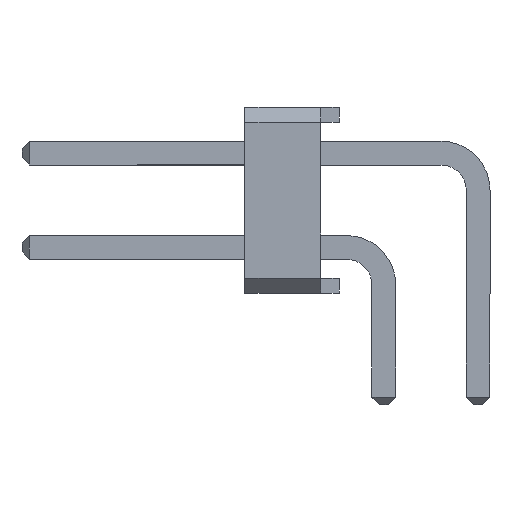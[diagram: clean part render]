
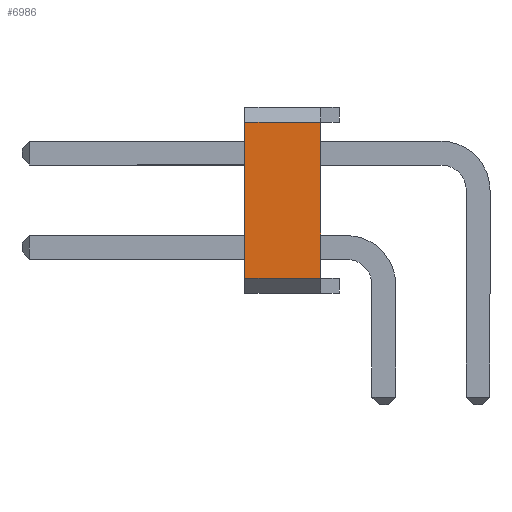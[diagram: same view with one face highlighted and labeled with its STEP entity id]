
A CAD part, left-side view. The second image highlights one B-rep face of the part: STEP entity #6986.
In plain terms, the highlighted planar face has unit normal (-1, 0, 0).
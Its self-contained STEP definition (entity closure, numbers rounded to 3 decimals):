
#353 = EDGE_CURVE ( 'NONE', #1076, #4432, #5353, .T. ) ;
#614 = VECTOR ( 'NONE', #6580, 1000. ) ;
#745 = VECTOR ( 'NONE', #4737, 1000. ) ;
#1076 = VERTEX_POINT ( 'NONE', #2366 ) ;
#1142 = CARTESIAN_POINT ( 'NONE',  ( -1.27, 6.28, 0. ) ) ;
#1552 = LINE ( 'NONE', #2262, #745 ) ;
#1574 = CARTESIAN_POINT ( 'NONE',  ( -1.27, 6.28, 4.6 ) ) ;
#1701 = ORIENTED_EDGE ( 'NONE', *, *, #3354, .F. ) ;
#1725 = VECTOR ( 'NONE', #2814, 1000. ) ;
#1965 = DIRECTION ( 'NONE',  ( 0., 0., -1. ) ) ;
#2262 = CARTESIAN_POINT ( 'NONE',  ( -1.27, 6.28, 0. ) ) ;
#2366 = CARTESIAN_POINT ( 'NONE',  ( -1.27, 6.28, 0.4 ) ) ;
#2814 = DIRECTION ( 'NONE',  ( 0., 0., -1. ) ) ;
#3354 = EDGE_CURVE ( 'NONE', #1076, #6431, #1552, .T. ) ;
#3357 = FACE_OUTER_BOUND ( 'NONE', #3974, .T. ) ;
#3477 = CARTESIAN_POINT ( 'NONE',  ( -1.27, 4.24, 0. ) ) ;
#3721 = EDGE_CURVE ( 'NONE', #3902, #6431, #3908, .T. ) ;
#3819 = PLANE ( 'NONE',  #8029 ) ;
#3902 = VERTEX_POINT ( 'NONE', #5783 ) ;
#3908 = LINE ( 'NONE', #7861, #614 ) ;
#3974 = EDGE_LOOP ( 'NONE', ( #6034, #4988, #1701, #5948 ) ) ;
#4432 = VERTEX_POINT ( 'NONE', #5277 ) ;
#4737 = DIRECTION ( 'NONE',  ( 0., 0., 1. ) ) ;
#4946 = LINE ( 'NONE', #3477, #1725 ) ;
#4988 = ORIENTED_EDGE ( 'NONE', *, *, #3721, .T. ) ;
#5277 = CARTESIAN_POINT ( 'NONE',  ( -1.27, 4.24, 0.4 ) ) ;
#5353 = LINE ( 'NONE', #7346, #8368 ) ;
#5425 = EDGE_CURVE ( 'NONE', #3902, #4432, #4946, .T. ) ;
#5783 = CARTESIAN_POINT ( 'NONE',  ( -1.27, 4.24, 4.6 ) ) ;
#5948 = ORIENTED_EDGE ( 'NONE', *, *, #353, .T. ) ;
#6022 = DIRECTION ( 'NONE',  ( 0., -1., 0. ) ) ;
#6034 = ORIENTED_EDGE ( 'NONE', *, *, #5425, .F. ) ;
#6431 = VERTEX_POINT ( 'NONE', #1574 ) ;
#6580 = DIRECTION ( 'NONE',  ( 0., 1., 0. ) ) ;
#6986 = ADVANCED_FACE ( 'NONE', ( #3357 ), #3819, .F. ) ;
#7346 = CARTESIAN_POINT ( 'NONE',  ( -1.27, 6.28, 0.4 ) ) ;
#7861 = CARTESIAN_POINT ( 'NONE',  ( -1.27, 6.28, 4.6 ) ) ;
#8008 = DIRECTION ( 'NONE',  ( 1., 0., 0. ) ) ;
#8029 = AXIS2_PLACEMENT_3D ( 'NONE', #1142, #8008, #1965 ) ;
#8368 = VECTOR ( 'NONE', #6022, 1000. ) ;
